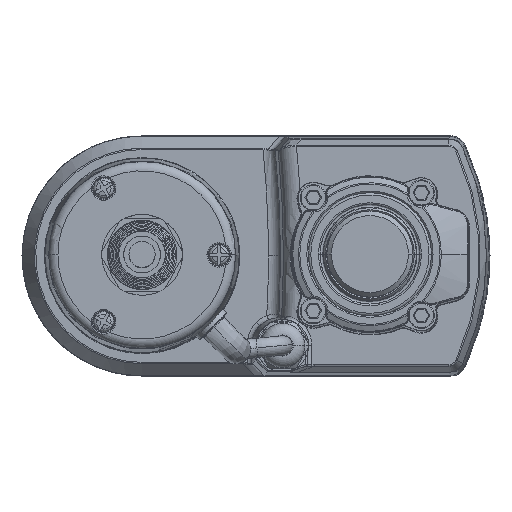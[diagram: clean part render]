
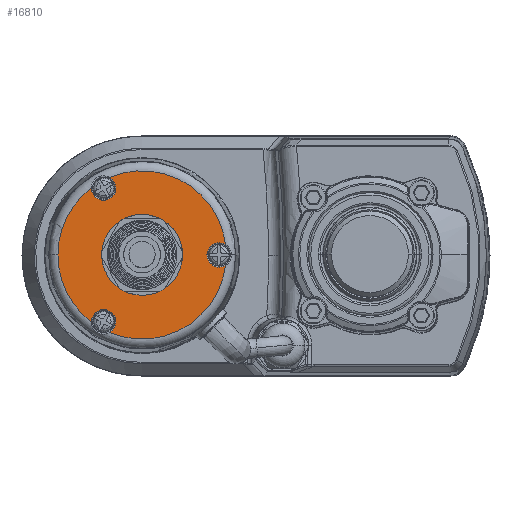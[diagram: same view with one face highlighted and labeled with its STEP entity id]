
A CAD part, top view. The second image highlights one B-rep face of the part: STEP entity #16810.
In plain terms, the highlighted planar face has unit normal (0, 0, 1).
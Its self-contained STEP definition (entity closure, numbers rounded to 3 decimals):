
#1465 = AXIS2_PLACEMENT_3D ( 'NONE', #4087, #39939, #9266 ) ;
#1827 = DIRECTION ( 'NONE',  ( 1., 0., 0. ) ) ;
#2365 = CARTESIAN_POINT ( 'NONE',  ( -12.5, 21.651, 225.5 ) ) ;
#2669 = ORIENTED_EDGE ( 'NONE', *, *, #62525, .T. ) ;
#3418 = CARTESIAN_POINT ( 'NONE',  ( -12.5, -21.651, 225.5 ) ) ;
#3641 = CARTESIAN_POINT ( 'NONE',  ( -8.553, -21.651, 225.5 ) ) ;
#3820 = AXIS2_PLACEMENT_3D ( 'NONE', #47752, #17003, #52920 ) ;
#3919 = DIRECTION ( 'NONE',  ( 0., 0., 1. ) ) ;
#3925 = DIRECTION ( 'NONE',  ( 0., 0., 1. ) ) ;
#4087 = CARTESIAN_POINT ( 'NONE',  ( 25., 0., 225.5 ) ) ;
#5481 = VERTEX_POINT ( 'NONE', #11738 ) ;
#6031 = DIRECTION ( 'NONE',  ( 0., 0., -1. ) ) ;
#7554 = DIRECTION ( 'NONE',  ( -1., 0., 0. ) ) ;
#8595 = DIRECTION ( 'NONE',  ( -1., 0., 0. ) ) ;
#8951 = AXIS2_PLACEMENT_3D ( 'NONE', #36753, #6031, #41885 ) ;
#9266 = DIRECTION ( 'NONE',  ( -1., 0., 0. ) ) ;
#9482 = CARTESIAN_POINT ( 'NONE',  ( -12.5, 21.651, 225.5 ) ) ;
#10257 = EDGE_CURVE ( 'NONE', #21739, #46052, #24629, .T. ) ;
#10982 = CARTESIAN_POINT ( 'NONE',  ( 21.053, 0., 225.5 ) ) ;
#11344 = CARTESIAN_POINT ( 'NONE',  ( 0., 0., 225.5 ) ) ;
#11738 = CARTESIAN_POINT ( 'NONE',  ( -8.553, 21.651, 225.5 ) ) ;
#14603 = DIRECTION ( 'NONE',  ( -1., 0., 0. ) ) ;
#15283 = CARTESIAN_POINT ( 'NONE',  ( -16.447, -21.651, 225.5 ) ) ;
#16143 = DIRECTION ( 'NONE',  ( 0., 0., 1. ) ) ;
#16353 = CARTESIAN_POINT ( 'NONE',  ( -12.5, 21.651, 225.5 ) ) ;
#16479 = DIRECTION ( 'NONE',  ( 1., 0., 0. ) ) ;
#16748 = AXIS2_PLACEMENT_3D ( 'NONE', #58858, #28109, #64040 ) ;
#16810 = ADVANCED_FACE ( 'NONE', ( #38069, #63782 ), #46860, .F. ) ;
#17003 = DIRECTION ( 'NONE',  ( 0., 0., 1. ) ) ;
#17744 = CARTESIAN_POINT ( 'NONE',  ( -12.5, -21.651, 225.5 ) ) ;
#17892 = EDGE_CURVE ( 'NONE', #57467, #32444, #50853, .T. ) ;
#18192 = CIRCLE ( 'NONE', #43067, 27.33 ) ;
#18499 = ORIENTED_EDGE ( 'NONE', *, *, #28358, .F. ) ;
#21200 = ORIENTED_EDGE ( 'NONE', *, *, #55755, .T. ) ;
#21505 = DIRECTION ( 'NONE',  ( -1., 0., 0. ) ) ;
#21576 = EDGE_CURVE ( 'NONE', #58797, #62973, #22340, .T. ) ;
#21739 = VERTEX_POINT ( 'NONE', #40217 ) ;
#22340 = CIRCLE ( 'NONE', #30923, 27.33 ) ;
#22544 = CIRCLE ( 'NONE', #57482, 3.947 ) ;
#22863 = EDGE_CURVE ( 'NONE', #49646, #25602, #52088, .T. ) ;
#22864 = DIRECTION ( 'NONE',  ( -1., 0., 0. ) ) ;
#24629 = CIRCLE ( 'NONE', #36522, 3.947 ) ;
#25036 = ORIENTED_EDGE ( 'NONE', *, *, #40857, .T. ) ;
#25602 = VERTEX_POINT ( 'NONE', #66068 ) ;
#25606 = CIRCLE ( 'NONE', #64985, 3.947 ) ;
#26223 = EDGE_CURVE ( 'NONE', #48810, #21739, #43833, .T. ) ;
#26659 = VERTEX_POINT ( 'NONE', #38583 ) ;
#27118 = AXIS2_PLACEMENT_3D ( 'NONE', #9482, #45326, #14603 ) ;
#28109 = DIRECTION ( 'NONE',  ( 0., 0., -1. ) ) ;
#28358 = EDGE_CURVE ( 'NONE', #25602, #49646, #36538, .T. ) ;
#28458 = CARTESIAN_POINT ( 'NONE',  ( 11.8, 0., 225.5 ) ) ;
#29279 = ORIENTED_EDGE ( 'NONE', *, *, #21576, .T. ) ;
#29912 = CIRCLE ( 'NONE', #1465, 3.947 ) ;
#30099 = CIRCLE ( 'NONE', #44134, 3.947 ) ;
#30682 = DIRECTION ( 'NONE',  ( 0., 0., -1. ) ) ;
#30894 = CARTESIAN_POINT ( 'NONE',  ( 27.127, -3.325, 225.5 ) ) ;
#30923 = AXIS2_PLACEMENT_3D ( 'NONE', #11344, #47230, #16479 ) ;
#32087 = VERTEX_POINT ( 'NONE', #64536 ) ;
#32444 = VERTEX_POINT ( 'NONE', #30894 ) ;
#32585 = DIRECTION ( 'NONE',  ( 0., 0., 1. ) ) ;
#33738 = ORIENTED_EDGE ( 'NONE', *, *, #26223, .T. ) ;
#34663 = CARTESIAN_POINT ( 'NONE',  ( 0., 0., 225.5 ) ) ;
#34668 = CARTESIAN_POINT ( 'NONE',  ( 0., 0., 225.5 ) ) ;
#34792 = EDGE_CURVE ( 'NONE', #57404, #58797, #29912, .T. ) ;
#36164 = ORIENTED_EDGE ( 'NONE', *, *, #22863, .F. ) ;
#36522 = AXIS2_PLACEMENT_3D ( 'NONE', #61415, #30682, #66567 ) ;
#36535 = CIRCLE ( 'NONE', #66483, 3.947 ) ;
#36538 = CIRCLE ( 'NONE', #65605, 11.8 ) ;
#36753 = CARTESIAN_POINT ( 'NONE',  ( -27.33, 0., 225.5 ) ) ;
#37120 = EDGE_CURVE ( 'NONE', #32087, #26659, #22544, .T. ) ;
#38069 = FACE_BOUND ( 'NONE', #43536, .T. ) ;
#38243 = DIRECTION ( 'NONE',  ( 0., 0., -1. ) ) ;
#38583 = CARTESIAN_POINT ( 'NONE',  ( -16.443, 21.83, 225.5 ) ) ;
#39271 = DIRECTION ( 'NONE',  ( 0., 0., -1. ) ) ;
#39779 = DIRECTION ( 'NONE',  ( 1., 0., 0. ) ) ;
#39782 = DIRECTION ( 'NONE',  ( -1., 0., 0. ) ) ;
#39939 = DIRECTION ( 'NONE',  ( 0., 0., -1. ) ) ;
#40217 = CARTESIAN_POINT ( 'NONE',  ( -16.443, -21.83, 225.5 ) ) ;
#40857 = EDGE_CURVE ( 'NONE', #26659, #48810, #18192, .T. ) ;
#41192 = ORIENTED_EDGE ( 'NONE', *, *, #59503, .T. ) ;
#41822 = ORIENTED_EDGE ( 'NONE', *, *, #51720, .T. ) ;
#41885 = DIRECTION ( 'NONE',  ( -1., 0., 0. ) ) ;
#43067 = AXIS2_PLACEMENT_3D ( 'NONE', #63321, #32585, #1827 ) ;
#43536 = EDGE_LOOP ( 'NONE', ( #18499, #36164 ) ) ;
#43833 = CIRCLE ( 'NONE', #44865, 27.33 ) ;
#44134 = AXIS2_PLACEMENT_3D ( 'NONE', #3418, #39271, #8595 ) ;
#44865 = AXIS2_PLACEMENT_3D ( 'NONE', #34663, #3919, #39779 ) ;
#45191 = ORIENTED_EDGE ( 'NONE', *, *, #17892, .T. ) ;
#45326 = DIRECTION ( 'NONE',  ( 0., 0., -1. ) ) ;
#45711 = CIRCLE ( 'NONE', #27118, 3.947 ) ;
#46052 = VERTEX_POINT ( 'NONE', #15283 ) ;
#46860 = PLANE ( 'NONE',  #8951 ) ;
#46897 = CARTESIAN_POINT ( 'NONE',  ( 0., 0., 225.5 ) ) ;
#47230 = DIRECTION ( 'NONE',  ( 0., 0., 1. ) ) ;
#47752 = CARTESIAN_POINT ( 'NONE',  ( 0., 0., 225.5 ) ) ;
#47827 = CARTESIAN_POINT ( 'NONE',  ( -27.33, 0., 225.5 ) ) ;
#48229 = CARTESIAN_POINT ( 'NONE',  ( -10.684, -25.155, 225.5 ) ) ;
#48810 = VERTEX_POINT ( 'NONE', #47827 ) ;
#49646 = VERTEX_POINT ( 'NONE', #28458 ) ;
#50853 = CIRCLE ( 'NONE', #3820, 27.33 ) ;
#51572 = ORIENTED_EDGE ( 'NONE', *, *, #10257, .T. ) ;
#51720 = EDGE_CURVE ( 'NONE', #46052, #58089, #30099, .T. ) ;
#52058 = DIRECTION ( 'NONE',  ( -1., 0., 0. ) ) ;
#52088 = CIRCLE ( 'NONE', #60200, 11.8 ) ;
#52095 = CARTESIAN_POINT ( 'NONE',  ( -10.684, 25.155, 225.5 ) ) ;
#52277 = DIRECTION ( 'NONE',  ( 0., 0., -1. ) ) ;
#52282 = ORIENTED_EDGE ( 'NONE', *, *, #55588, .T. ) ;
#52920 = DIRECTION ( 'NONE',  ( 1., 0., 0. ) ) ;
#53639 = DIRECTION ( 'NONE',  ( 0., 0., -1. ) ) ;
#55588 = EDGE_CURVE ( 'NONE', #5481, #32087, #45711, .T. ) ;
#55755 = EDGE_CURVE ( 'NONE', #62973, #5481, #25606, .T. ) ;
#56872 = CARTESIAN_POINT ( 'NONE',  ( 27.127, 3.325, 225.5 ) ) ;
#57404 = VERTEX_POINT ( 'NONE', #10982 ) ;
#57467 = VERTEX_POINT ( 'NONE', #48229 ) ;
#57482 = AXIS2_PLACEMENT_3D ( 'NONE', #2365, #38243, #7554 ) ;
#58089 = VERTEX_POINT ( 'NONE', #3641 ) ;
#58797 = VERTEX_POINT ( 'NONE', #56872 ) ;
#58858 = CARTESIAN_POINT ( 'NONE',  ( 25., 0., 225.5 ) ) ;
#59503 = EDGE_CURVE ( 'NONE', #58089, #57467, #36535, .T. ) ;
#59512 = CIRCLE ( 'NONE', #16748, 3.947 ) ;
#60200 = AXIS2_PLACEMENT_3D ( 'NONE', #34668, #3925, #39782 ) ;
#60448 = ORIENTED_EDGE ( 'NONE', *, *, #37120, .T. ) ;
#61415 = CARTESIAN_POINT ( 'NONE',  ( -12.5, -21.651, 225.5 ) ) ;
#62525 = EDGE_CURVE ( 'NONE', #32444, #57404, #59512, .T. ) ;
#62634 = EDGE_LOOP ( 'NONE', ( #29279, #21200, #52282, #60448, #25036, #33738, #51572, #41822, #41192, #45191, #2669, #64226 ) ) ;
#62973 = VERTEX_POINT ( 'NONE', #52095 ) ;
#63321 = CARTESIAN_POINT ( 'NONE',  ( 0., 0., 225.5 ) ) ;
#63782 = FACE_OUTER_BOUND ( 'NONE', #62634, .T. ) ;
#64040 = DIRECTION ( 'NONE',  ( -1., 0., 0. ) ) ;
#64226 = ORIENTED_EDGE ( 'NONE', *, *, #34792, .T. ) ;
#64536 = CARTESIAN_POINT ( 'NONE',  ( -16.447, 21.651, 225.5 ) ) ;
#64985 = AXIS2_PLACEMENT_3D ( 'NONE', #16353, #52277, #21505 ) ;
#65605 = AXIS2_PLACEMENT_3D ( 'NONE', #46897, #16143, #52058 ) ;
#66068 = CARTESIAN_POINT ( 'NONE',  ( -11.8, 0., 225.5 ) ) ;
#66483 = AXIS2_PLACEMENT_3D ( 'NONE', #17744, #53639, #22864 ) ;
#66567 = DIRECTION ( 'NONE',  ( -1., 0., 0. ) ) ;
